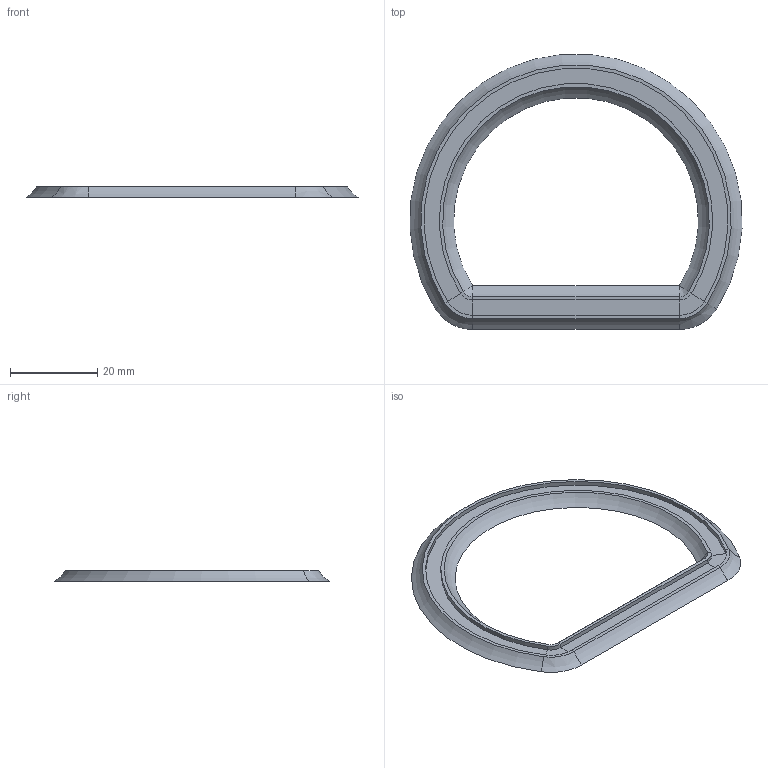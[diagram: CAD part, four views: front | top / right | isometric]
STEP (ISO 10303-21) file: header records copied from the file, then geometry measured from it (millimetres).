
FILE_DESCRIPTION(('FreeCAD Model'),'2;1');
FILE_NAME('Displayrahmen.step', '2018-12-27T21:11:21',('Author'),(''), 'Open CASCADE STEP processor 7.2','FreeCAD','Unknown');
FILE_SCHEMA(('AUTOMOTIVE_DESIGN { 1 0 10303 214 1 1 1 1 }'));
Length unit declared in the file: millimetre
Products named in the file (1): AdditivePipe
Bounding box: 75.89 x 62.86 x 2.5 mm (x, y, z)
Volume: 2839.1 mm3; surface area: 4785.6 mm2
Topology: 1 solids, 1 shells, 32 faces, 64 edges, 30 vertices
Faces by surface type: plane 18, revolution 8, cylinder 4, torus 2
Entity records: 1660 total; most frequent: CARTESIAN_POINT 402, DIRECTION 231, ORIENTED_EDGE 124, PCURVE 124, DEFINITIONAL_REPRESENTATION 124, LINE 101, VECTOR 101, EDGE_CURVE 62
